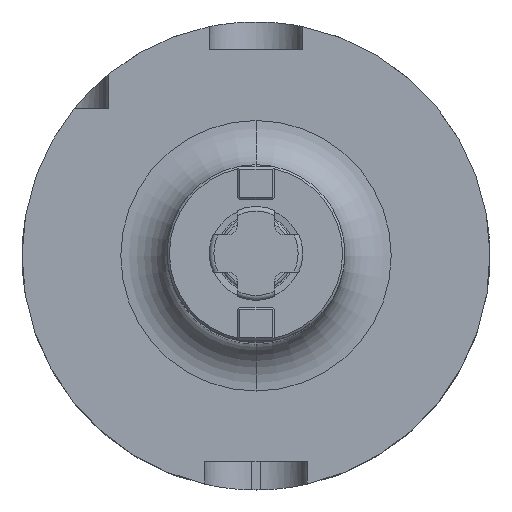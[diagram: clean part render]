
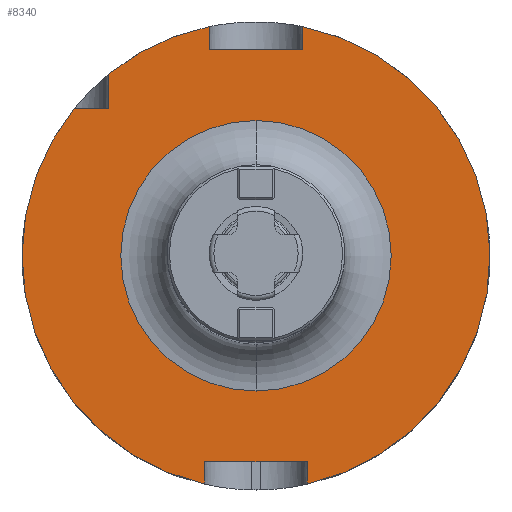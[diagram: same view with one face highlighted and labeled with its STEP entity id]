
A CAD part, top view. The second image highlights one B-rep face of the part: STEP entity #8340.
In plain terms, the highlighted planar face has unit normal (0, 0, 1).
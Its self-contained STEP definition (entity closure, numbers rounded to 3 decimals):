
#513=DIRECTION('',(1.,0.,0.));
#514=VECTOR('',#513,20.);
#515=CARTESIAN_POINT('',(-10.,44.,28.95));
#516=LINE('',#515,#514);
#520=DIRECTION('',(0.,-1.,0.));
#521=VECTOR('',#520,4.99);
#522=CARTESIAN_POINT('',(10.,48.99,28.95));
#523=LINE('',#522,#521);
#527=DIRECTION('',(0.,1.,0.));
#528=VECTOR('',#527,4.775);
#529=CARTESIAN_POINT('',(11.,-48.775,28.95));
#530=LINE('',#529,#528);
#534=DIRECTION('',(1.,0.,0.));
#535=VECTOR('',#534,22.);
#536=CARTESIAN_POINT('',(-11.,-44.,28.95));
#537=LINE('',#536,#535);
#541=DIRECTION('',(0.,1.,0.));
#542=VECTOR('',#541,4.775);
#543=CARTESIAN_POINT('',(-11.,-48.775,28.95));
#544=LINE('',#543,#542);
#548=DIRECTION('',(1.,0.,0.));
#549=VECTOR('',#548,7.33);
#550=CARTESIAN_POINT('',(-38.83,31.5,28.95));
#551=LINE('',#550,#549);
#555=DIRECTION('',(0.,-1.,0.));
#556=VECTOR('',#555,7.33);
#557=CARTESIAN_POINT('',(-31.5,38.83,28.95));
#558=LINE('',#557,#556);
#562=DIRECTION('',(0.,-1.,0.));
#563=VECTOR('',#562,4.99);
#564=CARTESIAN_POINT('',(-10.,48.99,28.95));
#565=LINE('',#564,#563);
#569=CARTESIAN_POINT('',(0.,0.,28.95));
#570=DIRECTION('',(0.,0.,1.));
#571=DIRECTION('',(0.,1.,0.));
#572=AXIS2_PLACEMENT_3D('',#569,#570,#571);
#577=CARTESIAN_POINT('',(0.,0.,28.95));
#578=DIRECTION('',(0.,0.,1.));
#579=DIRECTION('',(0.,-1.,0.));
#580=AXIS2_PLACEMENT_3D('',#577,#578,#579);
#585=CARTESIAN_POINT('',(0.,0.,28.95));
#586=DIRECTION('',(0.,0.,1.));
#587=DIRECTION('',(-0.777,0.63,0.));
#588=AXIS2_PLACEMENT_3D('',#585,#586,#587);
#593=CARTESIAN_POINT('',(0.,0.,28.95));
#594=DIRECTION('',(0.,0.,1.));
#595=DIRECTION('',(0.22,-0.975,0.));
#596=AXIS2_PLACEMENT_3D('',#593,#594,#595);
#601=CARTESIAN_POINT('',(0.,0.,28.95));
#602=DIRECTION('',(0.,0.,1.));
#603=DIRECTION('',(-0.2,0.98,0.));
#604=AXIS2_PLACEMENT_3D('',#601,#602,#603);
#7396=CARTESIAN_POINT('',(0.,28.9,28.95));
#7397=VERTEX_POINT('',#7396);
#7398=CARTESIAN_POINT('',(0.,-28.9,28.95));
#7399=VERTEX_POINT('',#7398);
#7610=CARTESIAN_POINT('',(-31.5,31.5,28.95));
#7612=VERTEX_POINT('',#7610);
#7624=CARTESIAN_POINT('',(11.,-44.,28.95));
#7625=VERTEX_POINT('',#7624);
#7626=CARTESIAN_POINT('',(-11.,-44.,28.95));
#7627=VERTEX_POINT('',#7626);
#7640=CARTESIAN_POINT('',(10.,44.,28.95));
#7641=VERTEX_POINT('',#7640);
#7642=CARTESIAN_POINT('',(-10.,44.,28.95));
#7643=VERTEX_POINT('',#7642);
#7721=CARTESIAN_POINT('',(-38.83,31.5,28.95));
#7722=VERTEX_POINT('',#7721);
#7723=CARTESIAN_POINT('',(-31.5,38.83,28.95));
#7724=VERTEX_POINT('',#7723);
#7751=CARTESIAN_POINT('',(11.,-48.775,28.95));
#7752=VERTEX_POINT('',#7751);
#7753=CARTESIAN_POINT('',(-11.,-48.775,28.95));
#7754=VERTEX_POINT('',#7753);
#7781=CARTESIAN_POINT('',(10.,48.99,28.95));
#7782=VERTEX_POINT('',#7781);
#7783=CARTESIAN_POINT('',(-10.,48.99,28.95));
#7784=VERTEX_POINT('',#7783);
#8309=CARTESIAN_POINT('',(0.,0.,28.95));
#8310=DIRECTION('',(0.,0.,1.));
#8311=DIRECTION('',(0.,1.,0.));
#8312=AXIS2_PLACEMENT_3D('',#8309,#8310,#8311);
#8313=PLANE('',#8312);
#8314=ORIENTED_EDGE('',*,*,#8294,.T.);
#8315=ORIENTED_EDGE('',*,*,#8283,.F.);
#8317=ORIENTED_EDGE('',*,*,#8316,.F.);
#8318=ORIENTED_EDGE('',*,*,#8045,.T.);
#8319=ORIENTED_EDGE('',*,*,#8084,.F.);
#8321=ORIENTED_EDGE('',*,*,#8320,.F.);
#8323=ORIENTED_EDGE('',*,*,#8322,.F.);
#8325=ORIENTED_EDGE('',*,*,#8324,.T.);
#8327=ORIENTED_EDGE('',*,*,#8326,.F.);
#8329=ORIENTED_EDGE('',*,*,#8328,.F.);
#8331=ORIENTED_EDGE('',*,*,#8330,.T.);
#8332=EDGE_LOOP('',(#8314,#8315,#8317,#8318,#8319,#8321,#8323,#8325,#8327,#8329,
#8331));
#8333=FACE_OUTER_BOUND('',#8332,.F.);
#8335=ORIENTED_EDGE('',*,*,#8334,.T.);
#8337=ORIENTED_EDGE('',*,*,#8336,.T.);
#8338=EDGE_LOOP('',(#8335,#8337));
#8339=FACE_BOUND('',#8338,.F.);
#573=CIRCLE('',#572,28.9);
#581=CIRCLE('',#580,28.9);
#589=CIRCLE('',#588,50.);
#597=CIRCLE('',#596,50.);
#605=CIRCLE('',#604,50.);
#8045=EDGE_CURVE('',#7752,#7625,#530,.T.);
#8084=EDGE_CURVE('',#7627,#7625,#537,.T.);
#8283=EDGE_CURVE('',#7782,#7641,#523,.T.);
#8294=EDGE_CURVE('',#7643,#7641,#516,.T.);
#8316=EDGE_CURVE('',#7752,#7782,#597,.T.);
#8320=EDGE_CURVE('',#7754,#7627,#544,.T.);
#8322=EDGE_CURVE('',#7722,#7754,#589,.T.);
#8324=EDGE_CURVE('',#7722,#7612,#551,.T.);
#8326=EDGE_CURVE('',#7724,#7612,#558,.T.);
#8328=EDGE_CURVE('',#7784,#7724,#605,.T.);
#8330=EDGE_CURVE('',#7784,#7643,#565,.T.);
#8334=EDGE_CURVE('',#7397,#7399,#573,.T.);
#8336=EDGE_CURVE('',#7399,#7397,#581,.T.);
#8340=ADVANCED_FACE('',(#8333,#8339),#8313,.T.);
